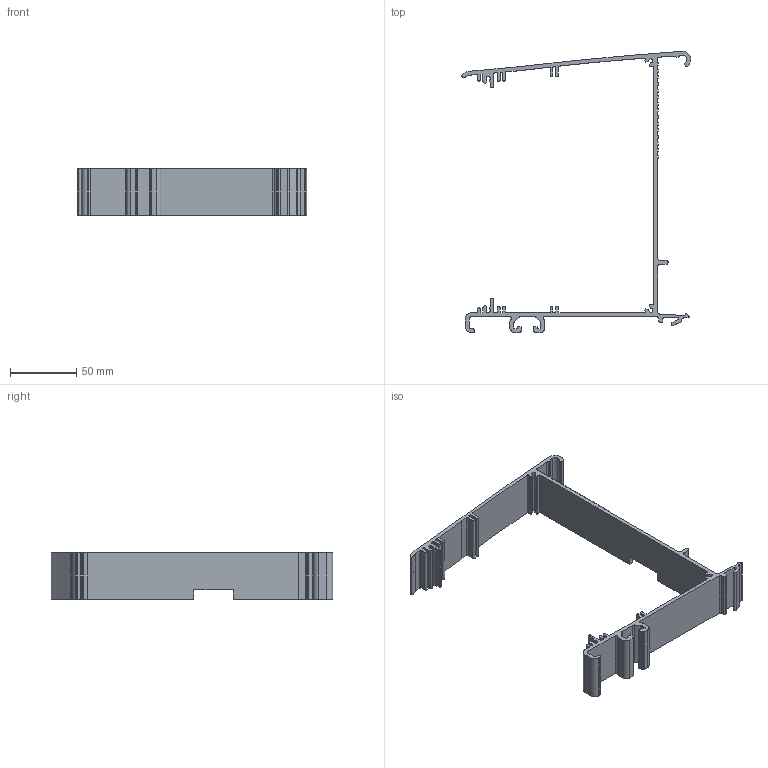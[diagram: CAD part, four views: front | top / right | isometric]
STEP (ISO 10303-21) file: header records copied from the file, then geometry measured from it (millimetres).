
FILE_DESCRIPTION(('STEP AP203'),'1');
FILE_NAME('ble - 35mm.step','2018-06-11T07:11:18',(' '),(' '),'Spatial InterOp 3D',' ',' ');
FILE_SCHEMA(('CONFIG_CONTROL_DESIGN'));
Length unit declared in the file: millimetre
Products named in the file (2): 1; 2
Bounding box: 173.44 x 212.72 x 35 mm (x, y, z)
Volume: 72536.9 mm3; surface area: 52719.4 mm2
Topology: 1 solids, 1 shells, 316 faces, 970 edges, 677 vertices
Faces by surface type: cylinder 193, plane 123
Entity records: 11061 total; most frequent: DIRECTION 2001, CARTESIAN_POINT 1916, ORIENTED_EDGE 1884, EDGE_CURVE 942, AXIS2_PLACEMENT_3D 713, VERTEX_POINT 628, LINE 575, VECTOR 575
